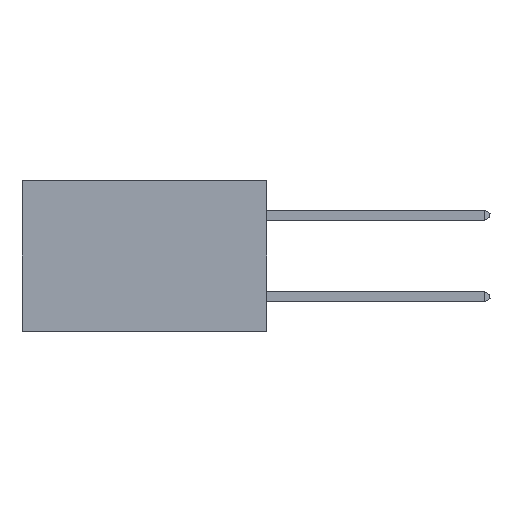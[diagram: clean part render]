
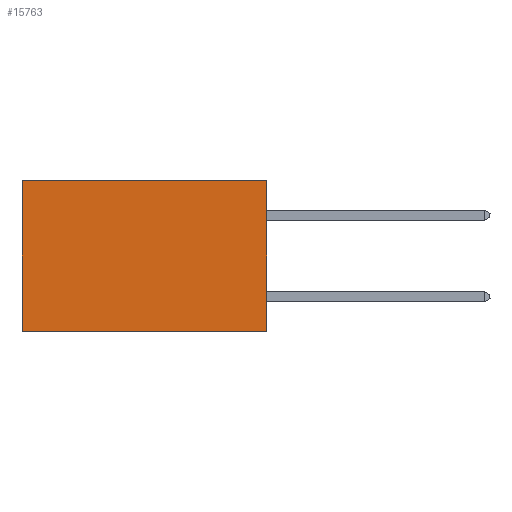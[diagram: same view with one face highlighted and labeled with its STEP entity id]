
A CAD part, left-side view. The second image highlights one B-rep face of the part: STEP entity #15763.
In plain terms, the highlighted planar face has unit normal (-1, 0, 0).
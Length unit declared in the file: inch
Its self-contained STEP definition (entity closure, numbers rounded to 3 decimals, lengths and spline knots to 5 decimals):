
#449 = DIRECTION ( 'NONE',  ( 0., 1., 0. ) ) ;
#780 = CARTESIAN_POINT ( 'NONE',  ( 0.2875, 0.6, 0. ) ) ;
#2639 = EDGE_CURVE ( 'NONE', #5222, #4225, #25450, .T. ) ;
#4225 = VERTEX_POINT ( 'NONE', #17644 ) ;
#5222 = VERTEX_POINT ( 'NONE', #29966 ) ;
#6723 = CARTESIAN_POINT ( 'NONE',  ( 0.2875, 0., 0. ) ) ;
#7562 = AXIS2_PLACEMENT_3D ( 'NONE', #16286, #13350, #13594 ) ;
#7988 = ORIENTED_EDGE ( 'NONE', *, *, #2639, .F. ) ;
#8489 = DIRECTION ( 'NONE',  ( 0., 0., -1. ) ) ;
#10021 = VECTOR ( 'NONE', #14166, 39.37008 ) ;
#10556 = PLANE ( 'NONE',  #7562 ) ;
#11470 = CARTESIAN_POINT ( 'NONE',  ( 0.2875, 0., 0. ) ) ;
#12043 = CARTESIAN_POINT ( 'NONE',  ( 0.2875, 0., -0.37 ) ) ;
#13350 = DIRECTION ( 'NONE',  ( 1., 0., 0. ) ) ;
#13594 = DIRECTION ( 'NONE',  ( 0., 0., -1. ) ) ;
#14166 = DIRECTION ( 'NONE',  ( 0., 0., -1. ) ) ;
#14824 = DIRECTION ( 'NONE',  ( 0., 1., 0. ) ) ;
#15763 = ADVANCED_FACE ( 'NONE', ( #26441 ), #10556, .F. ) ;
#16185 = LINE ( 'NONE', #22442, #22249 ) ;
#16286 = CARTESIAN_POINT ( 'NONE',  ( 0.2875, 0., 0. ) ) ;
#17151 = CARTESIAN_POINT ( 'NONE',  ( 0.2875, 0., 0. ) ) ;
#17644 = CARTESIAN_POINT ( 'NONE',  ( 0.2875, 0.6, -0.37 ) ) ;
#19401 = VECTOR ( 'NONE', #449, 39.37008 ) ;
#19992 = LINE ( 'NONE', #11470, #10021 ) ;
#21850 = VECTOR ( 'NONE', #14824, 39.37008 ) ;
#22249 = VECTOR ( 'NONE', #8489, 39.37008 ) ;
#22442 = CARTESIAN_POINT ( 'NONE',  ( 0.2875, 0.6, 0. ) ) ;
#25137 = EDGE_CURVE ( 'NONE', #26354, #34811, #33152, .T. ) ;
#25450 = LINE ( 'NONE', #12043, #19401 ) ;
#25706 = EDGE_LOOP ( 'NONE', ( #33563, #7988, #34433, #27829 ) ) ;
#26354 = VERTEX_POINT ( 'NONE', #6723 ) ;
#26441 = FACE_OUTER_BOUND ( 'NONE', #25706, .T. ) ;
#27829 = ORIENTED_EDGE ( 'NONE', *, *, #25137, .T. ) ;
#29966 = CARTESIAN_POINT ( 'NONE',  ( 0.2875, 0., -0.37 ) ) ;
#29982 = EDGE_CURVE ( 'NONE', #34811, #4225, #16185, .T. ) ;
#30639 = EDGE_CURVE ( 'NONE', #26354, #5222, #19992, .T. ) ;
#33152 = LINE ( 'NONE', #17151, #21850 ) ;
#33563 = ORIENTED_EDGE ( 'NONE', *, *, #29982, .T. ) ;
#34433 = ORIENTED_EDGE ( 'NONE', *, *, #30639, .F. ) ;
#34811 = VERTEX_POINT ( 'NONE', #780 ) ;
